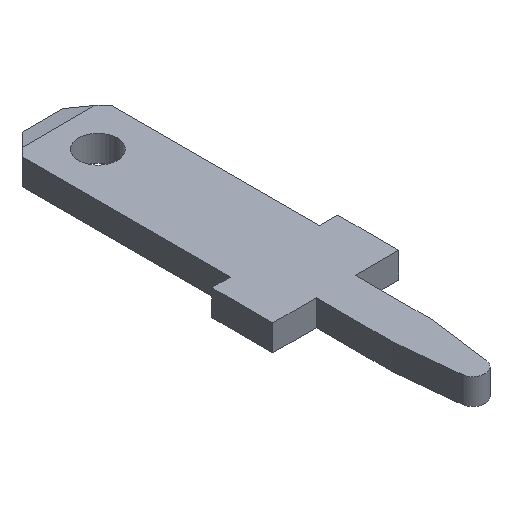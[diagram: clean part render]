
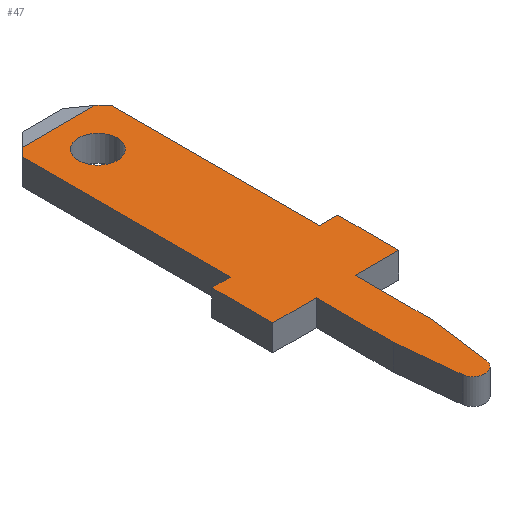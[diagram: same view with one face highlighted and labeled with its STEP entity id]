
A CAD part, isometric view. The second image highlights one B-rep face of the part: STEP entity #47.
In plain terms, the highlighted planar face has unit normal (0, 0, 1).
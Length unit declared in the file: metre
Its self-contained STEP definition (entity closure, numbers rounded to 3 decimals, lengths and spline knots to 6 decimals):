
#47 = ADVANCED_FACE( '', ( #70, #71 ), #72, .T. );
#70 = FACE_OUTER_BOUND( '', #115, .T. );
#71 = FACE_BOUND( '', #116, .T. );
#72 = PLANE( '', #117 );
#115 = EDGE_LOOP( '', ( #167, #168, #169, #170, #171, #172, #173, #174, #175, #176, #177, #178, #179, #180, #181, #182 ) );
#116 = EDGE_LOOP( '', ( #183 ) );
#117 = AXIS2_PLACEMENT_3D( '', #184, #185, #186 );
#167 = ORIENTED_EDGE( '', *, *, #339, .T. );
#168 = ORIENTED_EDGE( '', *, *, #340, .T. );
#169 = ORIENTED_EDGE( '', *, *, #341, .T. );
#170 = ORIENTED_EDGE( '', *, *, #342, .T. );
#171 = ORIENTED_EDGE( '', *, *, #343, .T. );
#172 = ORIENTED_EDGE( '', *, *, #344, .T. );
#173 = ORIENTED_EDGE( '', *, *, #345, .T. );
#174 = ORIENTED_EDGE( '', *, *, #346, .T. );
#175 = ORIENTED_EDGE( '', *, *, #347, .T. );
#176 = ORIENTED_EDGE( '', *, *, #348, .T. );
#177 = ORIENTED_EDGE( '', *, *, #349, .T. );
#178 = ORIENTED_EDGE( '', *, *, #350, .T. );
#179 = ORIENTED_EDGE( '', *, *, #351, .T. );
#180 = ORIENTED_EDGE( '', *, *, #352, .T. );
#181 = ORIENTED_EDGE( '', *, *, #335, .T. );
#182 = ORIENTED_EDGE( '', *, *, #353, .F. );
#183 = ORIENTED_EDGE( '', *, *, #354, .T. );
#184 = CARTESIAN_POINT( '', ( 0., 0., 0.000406 ) );
#185 = DIRECTION( '', ( 0., 0., 1. ) );
#186 = DIRECTION( '', ( 1., 0., 0. ) );
#335 = EDGE_CURVE( '', #394, #392, #395, .T. );
#339 = EDGE_CURVE( '', #401, #402, #403, .T. );
#340 = EDGE_CURVE( '', #402, #404, #405, .T. );
#341 = EDGE_CURVE( '', #404, #406, #407, .T. );
#342 = EDGE_CURVE( '', #406, #408, #409, .T. );
#343 = EDGE_CURVE( '', #408, #410, #411, .T. );
#344 = EDGE_CURVE( '', #410, #412, #413, .T. );
#345 = EDGE_CURVE( '', #412, #414, #415, .T. );
#346 = EDGE_CURVE( '', #414, #416, #417, .T. );
#347 = EDGE_CURVE( '', #416, #418, #419, .T. );
#348 = EDGE_CURVE( '', #418, #420, #421, .T. );
#349 = EDGE_CURVE( '', #420, #422, #423, .T. );
#350 = EDGE_CURVE( '', #422, #424, #425, .T. );
#351 = EDGE_CURVE( '', #424, #426, #427, .T. );
#352 = EDGE_CURVE( '', #426, #394, #428, .T. );
#353 = EDGE_CURVE( '', #401, #392, #429, .T. );
#354 = EDGE_CURVE( '', #430, #430, #431, .T. );
#392 = VERTEX_POINT( '', #487 );
#394 = VERTEX_POINT( '', #490 );
#395 = LINE( '', #491, #492 );
#401 = VERTEX_POINT( '', #501 );
#402 = VERTEX_POINT( '', #502 );
#403 = LINE( '', #503, #504 );
#404 = VERTEX_POINT( '', #505 );
#405 = LINE( '', #506, #507 );
#406 = VERTEX_POINT( '', #508 );
#407 = LINE( '', #509, #510 );
#408 = VERTEX_POINT( '', #511 );
#409 = LINE( '', #512, #513 );
#410 = VERTEX_POINT( '', #514 );
#411 = LINE( '', #515, #516 );
#412 = VERTEX_POINT( '', #517 );
#413 = LINE( '', #518, #519 );
#414 = VERTEX_POINT( '', #520 );
#415 = LINE( '', #521, #522 );
#416 = VERTEX_POINT( '', #523 );
#417 = CIRCLE( '', #524, 0.00038 );
#418 = VERTEX_POINT( '', #525 );
#419 = LINE( '', #526, #527 );
#420 = VERTEX_POINT( '', #528 );
#421 = LINE( '', #529, #530 );
#422 = VERTEX_POINT( '', #531 );
#423 = LINE( '', #532, #533 );
#424 = VERTEX_POINT( '', #534 );
#425 = LINE( '', #535, #536 );
#426 = VERTEX_POINT( '', #537 );
#427 = LINE( '', #538, #539 );
#428 = LINE( '', #540, #541 );
#429 = LINE( '', #542, #543 );
#430 = VERTEX_POINT( '', #544 );
#431 = CIRCLE( '', #545, 0.00061 );
#487 = CARTESIAN_POINT( '', ( 0.001143, 0.008682, 0.000406 ) );
#490 = CARTESIAN_POINT( '', ( 0.001395, 0.00843, 0.000406 ) );
#491 = CARTESIAN_POINT( '', ( 0.001395, 0.00843, 0.000406 ) );
#492 = VECTOR( '', #631, 1. );
#501 = CARTESIAN_POINT( '', ( -0.001143, 0.008682, 0.000406 ) );
#502 = CARTESIAN_POINT( '', ( -0.001395, 0.00843, 0.000406 ) );
#503 = CARTESIAN_POINT( '', ( -0.001143, 0.008682, 0.000406 ) );
#504 = VECTOR( '', #635, 1. );
#505 = CARTESIAN_POINT( '', ( -0.001395, 0.00191, 0.000406 ) );
#506 = CARTESIAN_POINT( '', ( -0.001395, 0.00843, 0.000406 ) );
#507 = VECTOR( '', #636, 1. );
#508 = CARTESIAN_POINT( '', ( -0.00197, 0.00191, 0.000406 ) );
#509 = CARTESIAN_POINT( '', ( -0.001395, 0.00191, 0.000406 ) );
#510 = VECTOR( '', #637, 1. );
#511 = CARTESIAN_POINT( '', ( -0.00197, 0., 0.000406 ) );
#512 = CARTESIAN_POINT( '', ( -0.00197, 0.00191, 0.000406 ) );
#513 = VECTOR( '', #638, 1. );
#514 = CARTESIAN_POINT( '', ( -0.00061, 0., 0.000406 ) );
#515 = CARTESIAN_POINT( '', ( -0.00197, 0., 0.000406 ) );
#516 = VECTOR( '', #639, 1. );
#517 = CARTESIAN_POINT( '', ( -0.00061, -0.00241, 0.000406 ) );
#518 = CARTESIAN_POINT( '', ( -0.00061, 0., 0.000406 ) );
#519 = VECTOR( '', #640, 1. );
#520 = CARTESIAN_POINT( '', ( -0.000405, -0.00436, 0.000406 ) );
#521 = CARTESIAN_POINT( '', ( -0.00061, -0.00241, 0.000406 ) );
#522 = VECTOR( '', #641, 1. );
#523 = CARTESIAN_POINT( '', ( 0.00035, -0.00437, 0.000406 ) );
#524 = AXIS2_PLACEMENT_3D( '', #642, #643, #644 );
#525 = CARTESIAN_POINT( '', ( 0.00061, -0.00241, 0.000406 ) );
#526 = CARTESIAN_POINT( '', ( 0.00035, -0.00437, 0.000406 ) );
#527 = VECTOR( '', #645, 1. );
#528 = CARTESIAN_POINT( '', ( 0.00061, 0., 0.000406 ) );
#529 = CARTESIAN_POINT( '', ( 0.00061, -0.00241, 0.000406 ) );
#530 = VECTOR( '', #646, 1. );
#531 = CARTESIAN_POINT( '', ( 0.00197, 0., 0.000406 ) );
#532 = CARTESIAN_POINT( '', ( 0.00061, 0., 0.000406 ) );
#533 = VECTOR( '', #647, 1. );
#534 = CARTESIAN_POINT( '', ( 0.00197, 0.00191, 0.000406 ) );
#535 = CARTESIAN_POINT( '', ( 0.00197, 0., 0.000406 ) );
#536 = VECTOR( '', #648, 1. );
#537 = CARTESIAN_POINT( '', ( 0.001395, 0.00191, 0.000406 ) );
#538 = CARTESIAN_POINT( '', ( 0.00197, 0.00191, 0.000406 ) );
#539 = VECTOR( '', #649, 1. );
#540 = CARTESIAN_POINT( '', ( 0.001395, 0.00191, 0.000406 ) );
#541 = VECTOR( '', #650, 1. );
#542 = CARTESIAN_POINT( '', ( -0.001143, 0.008682, 0.000406 ) );
#543 = VECTOR( '', #651, 1. );
#544 = CARTESIAN_POINT( '', ( 0.00061, 0.00745, 0.000406 ) );
#545 = AXIS2_PLACEMENT_3D( '', #652, #653, #654 );
#631 = DIRECTION( '', ( -0.707, 0.707, 0. ) );
#635 = DIRECTION( '', ( -0.707, -0.707, 0. ) );
#636 = DIRECTION( '', ( 0., -1., 0. ) );
#637 = DIRECTION( '', ( -1., 0., 0. ) );
#638 = DIRECTION( '', ( 0., -1., 0. ) );
#639 = DIRECTION( '', ( 1., 0., 0. ) );
#640 = DIRECTION( '', ( 0., -1., 0. ) );
#641 = DIRECTION( '', ( 0.105, -0.995, 0. ) );
#642 = CARTESIAN_POINT( '', ( -0.000027, -0.00432, 0.000406 ) );
#643 = DIRECTION( '', ( 0., 0., 1. ) );
#644 = DIRECTION( '', ( -0.995, -0.105, 0. ) );
#645 = DIRECTION( '', ( 0.132, 0.991, 0. ) );
#646 = DIRECTION( '', ( 0., 1., 0. ) );
#647 = DIRECTION( '', ( 1., 0., 0. ) );
#648 = DIRECTION( '', ( 0., 1., 0. ) );
#649 = DIRECTION( '', ( -1., 0., 0. ) );
#650 = DIRECTION( '', ( 0., 1., 0. ) );
#651 = DIRECTION( '', ( 1., 0., 0. ) );
#652 = CARTESIAN_POINT( '', ( 0., 0.00745, 0.000406 ) );
#653 = DIRECTION( '', ( 0., 0., -1. ) );
#654 = DIRECTION( '', ( 1., 0., 0. ) );
